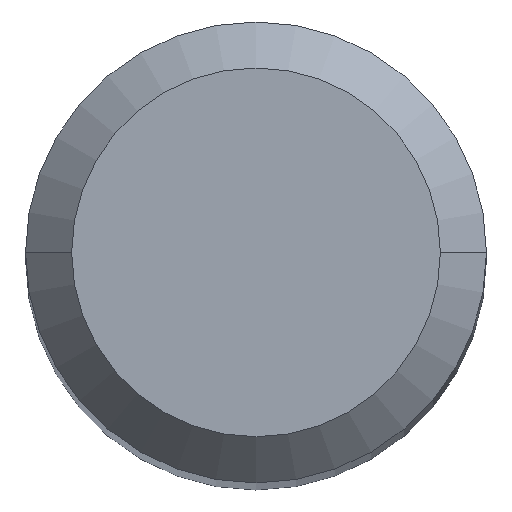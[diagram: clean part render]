
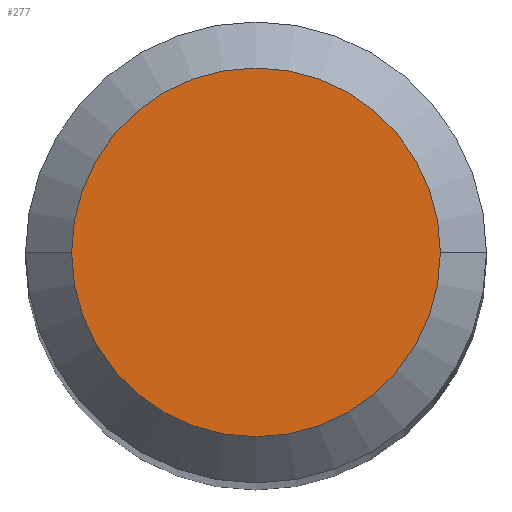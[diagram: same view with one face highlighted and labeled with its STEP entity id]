
A CAD part, top view. The second image highlights one B-rep face of the part: STEP entity #277.
In plain terms, the highlighted planar face has unit normal (0, 0, 1).
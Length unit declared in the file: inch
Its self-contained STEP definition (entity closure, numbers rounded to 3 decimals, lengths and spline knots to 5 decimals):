
#61 = EDGE_CURVE ( 'NONE', #174, #271, #196, .T. ) ;
#68 = ORIENTED_EDGE ( 'NONE', *, *, #61, .T. ) ;
#71 = AXIS2_PLACEMENT_3D ( 'NONE', #197, #117, #315 ) ;
#95 = CARTESIAN_POINT ( 'NONE',  ( 0., 0., 0. ) ) ;
#97 = AXIS2_PLACEMENT_3D ( 'NONE', #95, #334, #133 ) ;
#117 = DIRECTION ( 'NONE',  ( 0., 0., 1. ) ) ;
#133 = DIRECTION ( 'NONE',  ( 1., 0., 0. ) ) ;
#134 = AXIS2_PLACEMENT_3D ( 'NONE', #193, #344, #351 ) ;
#143 = FACE_OUTER_BOUND ( 'NONE', #308, .T. ) ;
#174 = VERTEX_POINT ( 'NONE', #477 ) ;
#193 = CARTESIAN_POINT ( 'NONE',  ( 0., 0., 0. ) ) ;
#196 = CIRCLE ( 'NONE', #97, 0.04724 ) ;
#197 = CARTESIAN_POINT ( 'NONE',  ( 0., 0., 0. ) ) ;
#271 = VERTEX_POINT ( 'NONE', #389 ) ;
#277 = ADVANCED_FACE ( 'NONE', ( #143 ), #382, .F. ) ;
#308 = EDGE_LOOP ( 'NONE', ( #377, #68 ) ) ;
#314 = CIRCLE ( 'NONE', #71, 0.04724 ) ;
#315 = DIRECTION ( 'NONE',  ( 1., 0., 0. ) ) ;
#334 = DIRECTION ( 'NONE',  ( 0., 0., 1. ) ) ;
#344 = DIRECTION ( 'NONE',  ( 0., 0., -1. ) ) ;
#351 = DIRECTION ( 'NONE',  ( -1., 0., 0. ) ) ;
#377 = ORIENTED_EDGE ( 'NONE', *, *, #442, .T. ) ;
#382 = PLANE ( 'NONE',  #134 ) ;
#389 = CARTESIAN_POINT ( 'NONE',  ( -0.04724, 0., 0. ) ) ;
#442 = EDGE_CURVE ( 'NONE', #271, #174, #314, .T. ) ;
#477 = CARTESIAN_POINT ( 'NONE',  ( 0.04724, 0., 0. ) ) ;
